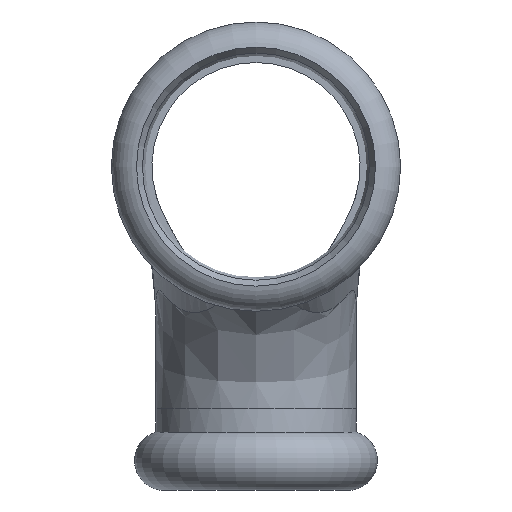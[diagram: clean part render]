
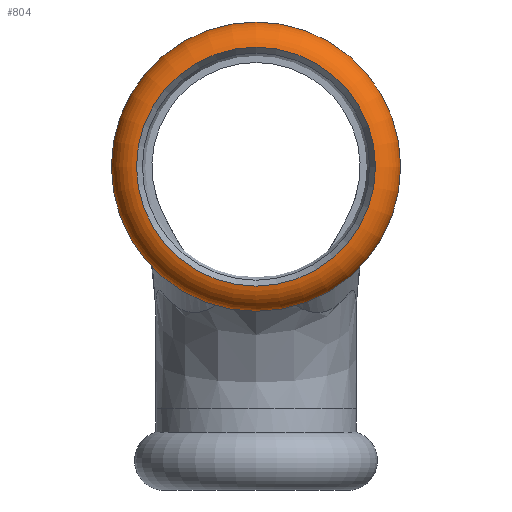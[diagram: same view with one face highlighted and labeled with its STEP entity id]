
A CAD part, left-side view. The second image highlights one B-rep face of the part: STEP entity #804.
In plain terms, the highlighted toroidal (fillet/blend) face has major radius 14.597 mm and minor radius 3.755 mm.
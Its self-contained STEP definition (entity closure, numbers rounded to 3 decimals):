
#132=FACE_OUTER_BOUND('',#172,.T.);
#172=EDGE_LOOP('',(#541,#542,#543,#544,#545,#546,#547,#548));
#225=CIRCLE('',#881,15.7);
#226=CIRCLE('',#882,15.7);
#227=CIRCLE('',#883,3.755);
#228=CIRCLE('',#884,15.15);
#229=CIRCLE('',#885,15.15);
#230=CIRCLE('',#886,15.15);
#231=CIRCLE('',#887,15.7);
#294=VERTEX_POINT('',#1211);
#295=VERTEX_POINT('',#1212);
#296=VERTEX_POINT('',#1214);
#297=VERTEX_POINT('',#1216);
#298=VERTEX_POINT('',#1218);
#299=VERTEX_POINT('',#1220);
#395=EDGE_CURVE('',#294,#295,#225,.T.);
#396=EDGE_CURVE('',#296,#294,#226,.T.);
#397=EDGE_CURVE('',#296,#297,#227,.T.);
#398=EDGE_CURVE('',#297,#298,#228,.T.);
#399=EDGE_CURVE('',#298,#299,#229,.T.);
#400=EDGE_CURVE('',#299,#297,#230,.T.);
#401=EDGE_CURVE('',#295,#296,#231,.T.);
#541=ORIENTED_EDGE('',*,*,#395,.F.);
#542=ORIENTED_EDGE('',*,*,#396,.F.);
#543=ORIENTED_EDGE('',*,*,#397,.T.);
#544=ORIENTED_EDGE('',*,*,#398,.T.);
#545=ORIENTED_EDGE('',*,*,#399,.T.);
#546=ORIENTED_EDGE('',*,*,#400,.T.);
#547=ORIENTED_EDGE('',*,*,#397,.F.);
#548=ORIENTED_EDGE('',*,*,#401,.F.);
#793=TOROIDAL_SURFACE('',#880,14.597,3.755);
#804=ADVANCED_FACE('',(#132),#793,.T.);
#880=AXIS2_PLACEMENT_3D('',#1210,#1003,#1004);
#881=AXIS2_PLACEMENT_3D('',#1213,#1005,#1006);
#882=AXIS2_PLACEMENT_3D('',#1215,#1007,#1008);
#883=AXIS2_PLACEMENT_3D('',#1217,#1009,#1010);
#884=AXIS2_PLACEMENT_3D('',#1219,#1011,#1012);
#885=AXIS2_PLACEMENT_3D('',#1221,#1013,#1014);
#886=AXIS2_PLACEMENT_3D('',#1222,#1015,#1016);
#887=AXIS2_PLACEMENT_3D('',#1223,#1017,#1018);
#1003=DIRECTION('center_axis',(1.,0.,0.));
#1004=DIRECTION('ref_axis',(0.,0.,1.));
#1005=DIRECTION('center_axis',(1.,0.,0.));
#1006=DIRECTION('ref_axis',(0.,1.,0.));
#1007=DIRECTION('center_axis',(1.,0.,0.));
#1008=DIRECTION('ref_axis',(0.,1.,0.));
#1009=DIRECTION('center_axis',(0.,1.,0.));
#1010=DIRECTION('ref_axis',(0.,0.,-1.));
#1011=DIRECTION('center_axis',(1.,0.,0.));
#1012=DIRECTION('ref_axis',(0.,1.,0.));
#1013=DIRECTION('center_axis',(1.,0.,0.));
#1014=DIRECTION('ref_axis',(0.,1.,0.));
#1015=DIRECTION('center_axis',(1.,0.,0.));
#1016=DIRECTION('ref_axis',(0.,1.,0.));
#1017=DIRECTION('center_axis',(1.,0.,0.));
#1018=DIRECTION('ref_axis',(0.,1.,0.));
#1210=CARTESIAN_POINT('Origin',(-38.286,0.,0.));
#1211=CARTESIAN_POINT('',(-34.697,15.7,0.));
#1212=CARTESIAN_POINT('',(-34.697,-15.7,0.));
#1213=CARTESIAN_POINT('Origin',(-34.697,0.,0.));
#1214=CARTESIAN_POINT('',(-34.697,0.,-15.7));
#1215=CARTESIAN_POINT('Origin',(-34.697,0.,0.));
#1216=CARTESIAN_POINT('',(-42.,0.,-15.15));
#1217=CARTESIAN_POINT('Origin',(-38.286,0.,
-14.597));
#1218=CARTESIAN_POINT('',(-42.,15.15,0.));
#1219=CARTESIAN_POINT('Origin',(-42.,0.,0.));
#1220=CARTESIAN_POINT('',(-42.,-15.15,0.));
#1221=CARTESIAN_POINT('Origin',(-42.,0.,0.));
#1222=CARTESIAN_POINT('Origin',(-42.,0.,0.));
#1223=CARTESIAN_POINT('Origin',(-34.697,0.,0.));
